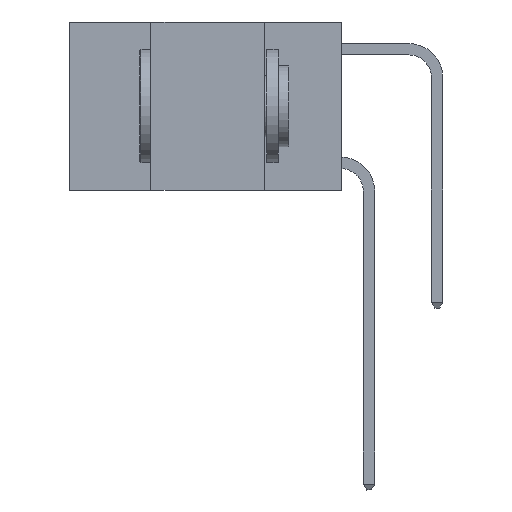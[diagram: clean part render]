
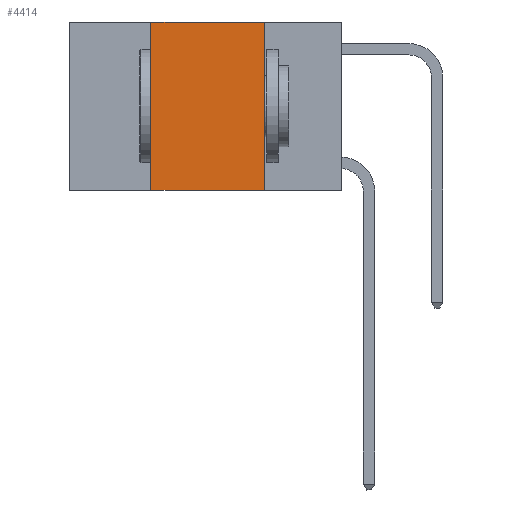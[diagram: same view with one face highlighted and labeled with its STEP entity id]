
A CAD part, left-side view. The second image highlights one B-rep face of the part: STEP entity #4414.
In plain terms, the highlighted planar face has unit normal (-1, 0, 0).
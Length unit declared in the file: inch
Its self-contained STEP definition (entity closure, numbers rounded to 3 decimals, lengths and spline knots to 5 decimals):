
#921 = DIRECTION ( 'NONE',  ( 1., 0., 0. ) ) ;
#1019 = CARTESIAN_POINT ( 'NONE',  ( 0., 0.17, 0. ) ) ;
#1241 = VERTEX_POINT ( 'NONE', #11865 ) ;
#1370 = LINE ( 'NONE', #3036, #12383 ) ;
#1542 = VECTOR ( 'NONE', #12710, 39.37008 ) ;
#2258 = CARTESIAN_POINT ( 'NONE',  ( 0., 0.6, 0. ) ) ;
#2318 = ORIENTED_EDGE ( 'NONE', *, *, #8660, .F. ) ;
#2781 = EDGE_CURVE ( 'NONE', #9369, #1241, #1370, .T. ) ;
#2831 = AXIS2_PLACEMENT_3D ( 'NONE', #9306, #921, #6689 ) ;
#3036 = CARTESIAN_POINT ( 'NONE',  ( 0., 0.6, -0.37 ) ) ;
#3503 = DIRECTION ( 'NONE',  ( 0., 0., -1. ) ) ;
#4377 = DIRECTION ( 'NONE',  ( 0., -1., 0. ) ) ;
#4414 = ADVANCED_FACE ( 'NONE', ( #11392 ), #10262, .F. ) ;
#4661 = ORIENTED_EDGE ( 'NONE', *, *, #5975, .F. ) ;
#4762 = VECTOR ( 'NONE', #3503, 39.37008 ) ;
#5005 = LINE ( 'NONE', #5324, #1542 ) ;
#5324 = CARTESIAN_POINT ( 'NONE',  ( 0., 0.42, 0. ) ) ;
#5813 = CARTESIAN_POINT ( 'NONE',  ( 0., 0.42, 0. ) ) ;
#5975 = EDGE_CURVE ( 'NONE', #12722, #1241, #8040, .T. ) ;
#6618 = VERTEX_POINT ( 'NONE', #5813 ) ;
#6689 = DIRECTION ( 'NONE',  ( 0., 0., -1. ) ) ;
#6842 = ORIENTED_EDGE ( 'NONE', *, *, #14728, .F. ) ;
#6986 = CARTESIAN_POINT ( 'NONE',  ( 0., 0.17, 0. ) ) ;
#7517 = CARTESIAN_POINT ( 'NONE',  ( 0., 0.42, -0.37 ) ) ;
#8040 = LINE ( 'NONE', #1019, #4762 ) ;
#8660 = EDGE_CURVE ( 'NONE', #6618, #12722, #9366, .T. ) ;
#9306 = CARTESIAN_POINT ( 'NONE',  ( 0., 0.6, 0. ) ) ;
#9366 = LINE ( 'NONE', #2258, #15543 ) ;
#9369 = VERTEX_POINT ( 'NONE', #7517 ) ;
#10253 = ORIENTED_EDGE ( 'NONE', *, *, #2781, .T. ) ;
#10262 = PLANE ( 'NONE',  #2831 ) ;
#11392 = FACE_OUTER_BOUND ( 'NONE', #13236, .T. ) ;
#11865 = CARTESIAN_POINT ( 'NONE',  ( 0., 0.17, -0.37 ) ) ;
#12067 = DIRECTION ( 'NONE',  ( 0., -1., 0. ) ) ;
#12383 = VECTOR ( 'NONE', #4377, 39.37008 ) ;
#12710 = DIRECTION ( 'NONE',  ( 0., 0., 1. ) ) ;
#12722 = VERTEX_POINT ( 'NONE', #6986 ) ;
#13236 = EDGE_LOOP ( 'NONE', ( #4661, #2318, #6842, #10253 ) ) ;
#14728 = EDGE_CURVE ( 'NONE', #9369, #6618, #5005, .T. ) ;
#15543 = VECTOR ( 'NONE', #12067, 39.37008 ) ;
